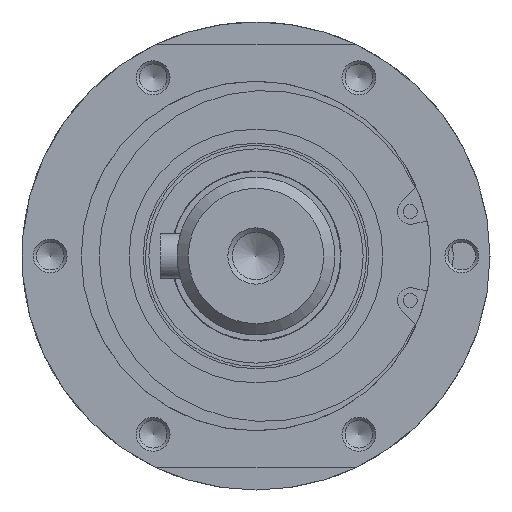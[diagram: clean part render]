
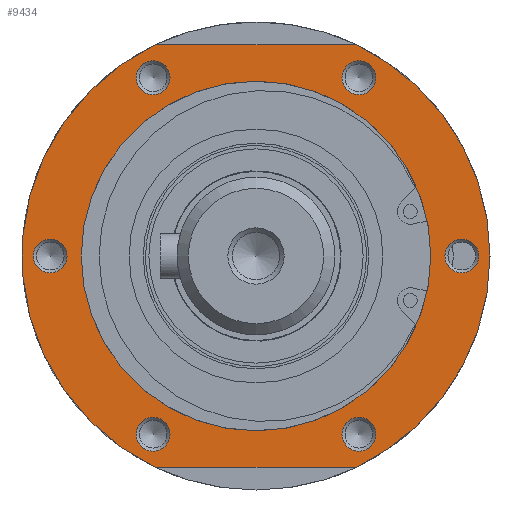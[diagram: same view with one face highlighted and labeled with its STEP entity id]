
A CAD part, left-side view. The second image highlights one B-rep face of the part: STEP entity #9434.
In plain terms, the highlighted planar face has unit normal (-1, 0, 0).
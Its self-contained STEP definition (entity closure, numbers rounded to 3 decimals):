
#173=FACE_BOUND('',#1145,.T.);
#174=FACE_BOUND('',#1146,.T.);
#175=FACE_BOUND('',#1147,.T.);
#176=FACE_BOUND('',#1148,.T.);
#177=FACE_BOUND('',#1149,.T.);
#178=FACE_BOUND('',#1150,.T.);
#179=FACE_BOUND('',#1151,.T.);
#232=PLANE('',#10137);
#544=FACE_OUTER_BOUND('',#1144,.T.);
#1144=EDGE_LOOP('',(#6042,#6043,#6044,#6045,#6046));
#1145=EDGE_LOOP('',(#6047));
#1146=EDGE_LOOP('',(#6048));
#1147=EDGE_LOOP('',(#6049));
#1148=EDGE_LOOP('',(#6050,#6051));
#1149=EDGE_LOOP('',(#6052));
#1150=EDGE_LOOP('',(#6053));
#1151=EDGE_LOOP('',(#6054));
#1782=LINE('',#14763,#2349);
#1786=LINE('',#14774,#2353);
#2349=VECTOR('',#11496,10.);
#2353=VECTOR('',#11506,10.);
#2927=CIRCLE('',#10130,41.5);
#2928=CIRCLE('',#10131,41.5);
#2929=CIRCLE('',#10132,41.5);
#2930=CIRCLE('',#10134,3.);
#2933=CIRCLE('',#10138,3.);
#2934=CIRCLE('',#10139,3.);
#2935=CIRCLE('',#10140,3.);
#2936=CIRCLE('',#10141,31.);
#2937=CIRCLE('',#10142,31.);
#2938=CIRCLE('',#10143,3.);
#2939=CIRCLE('',#10144,3.);
#3661=VERTEX_POINT('',#14760);
#3662=VERTEX_POINT('',#14762);
#3665=VERTEX_POINT('',#14771);
#3666=VERTEX_POINT('',#14773);
#3669=VERTEX_POINT('',#14781);
#3670=VERTEX_POINT('',#14787);
#3673=VERTEX_POINT('',#14795);
#3674=VERTEX_POINT('',#14797);
#3675=VERTEX_POINT('',#14799);
#3676=VERTEX_POINT('',#14801);
#3677=VERTEX_POINT('',#14802);
#3678=VERTEX_POINT('',#14805);
#3679=VERTEX_POINT('',#14807);
#4605=EDGE_CURVE('',#3662,#3661,#1782,.T.);
#4610=EDGE_CURVE('',#3666,#3665,#1786,.T.);
#4615=EDGE_CURVE('',#3669,#3661,#2927,.T.);
#4616=EDGE_CURVE('',#3662,#3665,#2928,.T.);
#4617=EDGE_CURVE('',#3666,#3669,#2929,.T.);
#4618=EDGE_CURVE('',#3670,#3670,#2930,.T.);
#4622=EDGE_CURVE('',#3673,#3673,#2933,.T.);
#4623=EDGE_CURVE('',#3674,#3674,#2934,.T.);
#4624=EDGE_CURVE('',#3675,#3675,#2935,.T.);
#4625=EDGE_CURVE('',#3676,#3677,#2936,.T.);
#4626=EDGE_CURVE('',#3677,#3676,#2937,.T.);
#4627=EDGE_CURVE('',#3678,#3678,#2938,.T.);
#4628=EDGE_CURVE('',#3679,#3679,#2939,.T.);
#6042=ORIENTED_EDGE('',*,*,#4605,.T.);
#6043=ORIENTED_EDGE('',*,*,#4615,.F.);
#6044=ORIENTED_EDGE('',*,*,#4617,.F.);
#6045=ORIENTED_EDGE('',*,*,#4610,.T.);
#6046=ORIENTED_EDGE('',*,*,#4616,.F.);
#6047=ORIENTED_EDGE('',*,*,#4622,.F.);
#6048=ORIENTED_EDGE('',*,*,#4623,.F.);
#6049=ORIENTED_EDGE('',*,*,#4624,.F.);
#6050=ORIENTED_EDGE('',*,*,#4625,.T.);
#6051=ORIENTED_EDGE('',*,*,#4626,.T.);
#6052=ORIENTED_EDGE('',*,*,#4627,.F.);
#6053=ORIENTED_EDGE('',*,*,#4628,.F.);
#6054=ORIENTED_EDGE('',*,*,#4618,.F.);
#9434=ADVANCED_FACE('',(#544,#173,#174,#175,#176,#177,#178,#179),#232,.T.);
#10130=AXIS2_PLACEMENT_3D('',#14783,#11515,#11516);
#10131=AXIS2_PLACEMENT_3D('',#14784,#11517,#11518);
#10132=AXIS2_PLACEMENT_3D('',#14785,#11519,#11520);
#10134=AXIS2_PLACEMENT_3D('',#14788,#11523,#11524);
#10137=AXIS2_PLACEMENT_3D('',#14794,#11530,#11531);
#10138=AXIS2_PLACEMENT_3D('',#14796,#11532,#11533);
#10139=AXIS2_PLACEMENT_3D('',#14798,#11534,#11535);
#10140=AXIS2_PLACEMENT_3D('',#14800,#11536,#11537);
#10141=AXIS2_PLACEMENT_3D('',#14803,#11538,#11539);
#10142=AXIS2_PLACEMENT_3D('',#14804,#11540,#11541);
#10143=AXIS2_PLACEMENT_3D('',#14806,#11542,#11543);
#10144=AXIS2_PLACEMENT_3D('',#14808,#11544,#11545);
#11496=DIRECTION('',(0.,-1.,0.));
#11506=DIRECTION('',(0.,1.,0.));
#11515=DIRECTION('center_axis',(1.,0.,0.));
#11516=DIRECTION('ref_axis',(0.,1.,0.));
#11517=DIRECTION('center_axis',(1.,0.,0.));
#11518=DIRECTION('ref_axis',(0.,1.,0.));
#11519=DIRECTION('center_axis',(1.,0.,0.));
#11520=DIRECTION('ref_axis',(0.,1.,0.));
#11523=DIRECTION('center_axis',(-1.,0.,0.));
#11524=DIRECTION('ref_axis',(0.,0.866,0.5));
#11530=DIRECTION('center_axis',(-1.,0.,0.));
#11531=DIRECTION('ref_axis',(0.,0.,
1.));
#11532=DIRECTION('center_axis',(-1.,0.,0.));
#11533=DIRECTION('ref_axis',(0.,0.,
1.));
#11534=DIRECTION('center_axis',(-1.,0.,0.));
#11535=DIRECTION('ref_axis',(0.,-0.866,0.5));
#11536=DIRECTION('center_axis',(-1.,0.,0.));
#11537=DIRECTION('ref_axis',(0.,-0.866,-0.5));
#11538=DIRECTION('center_axis',(1.,0.,0.));
#11539=DIRECTION('ref_axis',(0.,1.,0.));
#11540=DIRECTION('center_axis',(1.,0.,0.));
#11541=DIRECTION('ref_axis',(0.,1.,0.));
#11542=DIRECTION('center_axis',(-1.,0.,0.));
#11543=DIRECTION('ref_axis',(0.,0.,
-1.));
#11544=DIRECTION('center_axis',(-1.,0.,0.));
#11545=DIRECTION('ref_axis',(0.,0.866,-0.5));
#14760=CARTESIAN_POINT('',(-225.,-17.776,-37.5));
#14762=CARTESIAN_POINT('',(-225.,17.776,-37.5));
#14763=CARTESIAN_POINT('',(-225.,4.214,-37.5));
#14771=CARTESIAN_POINT('',(-225.,17.776,37.5));
#14773=CARTESIAN_POINT('',(-225.,-17.776,37.5));
#14774=CARTESIAN_POINT('',(-225.,32.036,37.5));
#14781=CARTESIAN_POINT('',(-225.,-41.5,0.));
#14783=CARTESIAN_POINT('Origin',(-225.,0.,0.));
#14784=CARTESIAN_POINT('Origin',(-225.,0.,0.));
#14785=CARTESIAN_POINT('Origin',(-225.,0.,0.));
#14787=CARTESIAN_POINT('',(-225.,-20.848,30.11));
#14788=CARTESIAN_POINT('Origin',(-225.,-18.25,31.61));
#14794=CARTESIAN_POINT('Origin',(-225.,36.25,0.));
#14795=CARTESIAN_POINT('',(-225.,-36.5,-3.));
#14796=CARTESIAN_POINT('Origin',(-225.,-36.5,0.));
#14797=CARTESIAN_POINT('',(-225.,-15.652,-33.11));
#14798=CARTESIAN_POINT('Origin',(-225.,-18.25,-31.61));
#14799=CARTESIAN_POINT('',(-225.,20.848,-30.11));
#14800=CARTESIAN_POINT('Origin',(-225.,18.25,-31.61));
#14801=CARTESIAN_POINT('',(-225.,31.,0.));
#14802=CARTESIAN_POINT('',(-225.,-31.,0.));
#14803=CARTESIAN_POINT('Origin',(-225.,0.,0.));
#14804=CARTESIAN_POINT('Origin',(-225.,0.,0.));
#14805=CARTESIAN_POINT('',(-225.,36.5,3.));
#14806=CARTESIAN_POINT('Origin',(-225.,36.5,0.));
#14807=CARTESIAN_POINT('',(-225.,15.652,33.11));
#14808=CARTESIAN_POINT('Origin',(-225.,18.25,31.61));
